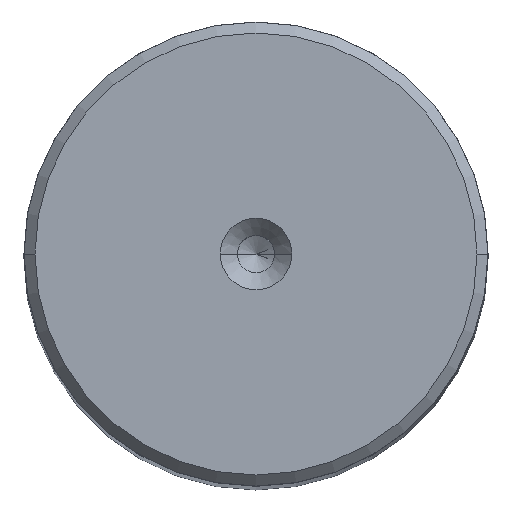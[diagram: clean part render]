
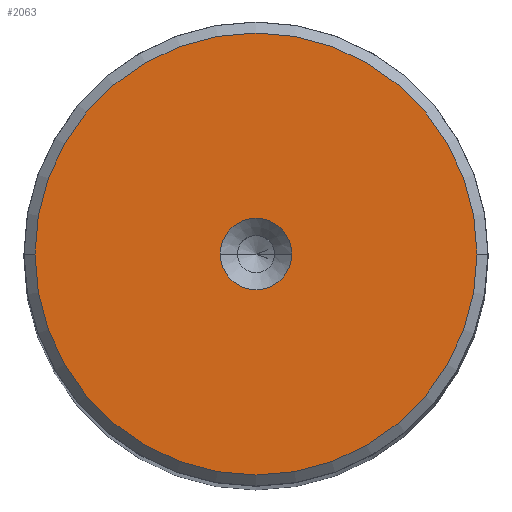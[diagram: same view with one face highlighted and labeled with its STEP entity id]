
A CAD part, top view. The second image highlights one B-rep face of the part: STEP entity #2063.
In plain terms, the highlighted planar face has unit normal (0, 0, 1).
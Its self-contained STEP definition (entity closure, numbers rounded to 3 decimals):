
#75 = EDGE_LOOP ( 'NONE', ( #242, #352 ) ) ;
#110 = VERTEX_POINT ( 'NONE', #800 ) ;
#213 = VERTEX_POINT ( 'NONE', #284 ) ;
#242 = ORIENTED_EDGE ( 'NONE', *, *, #518, .T. ) ;
#284 = CARTESIAN_POINT ( 'NONE',  ( 3.85, 0., 240. ) ) ;
#352 = ORIENTED_EDGE ( 'NONE', *, *, #2496, .T. ) ;
#450 = DIRECTION ( 'NONE',  ( 0., 0., 1. ) ) ;
#518 = EDGE_CURVE ( 'NONE', #1625, #2045, #1384, .T. ) ;
#627 = CARTESIAN_POINT ( 'NONE',  ( 0., 0., 240. ) ) ;
#693 = DIRECTION ( 'NONE',  ( 0., 0., 1. ) ) ;
#728 = AXIS2_PLACEMENT_3D ( 'NONE', #2587, #1350, #1114 ) ;
#741 = FACE_BOUND ( 'NONE', #1141, .T. ) ;
#800 = CARTESIAN_POINT ( 'NONE',  ( -3.85, 0., 240. ) ) ;
#839 = CIRCLE ( 'NONE', #1672, 3.85 ) ;
#858 = PLANE ( 'NONE',  #2186 ) ;
#877 = CARTESIAN_POINT ( 'NONE',  ( 0., 0., 240. ) ) ;
#884 = CARTESIAN_POINT ( 'NONE',  ( -23.817, 0., 240. ) ) ;
#976 = EDGE_CURVE ( 'NONE', #213, #110, #2673, .T. ) ;
#1073 = DIRECTION ( 'NONE',  ( 1., 0., 0. ) ) ;
#1114 = DIRECTION ( 'NONE',  ( 1., 0., 0. ) ) ;
#1141 = EDGE_LOOP ( 'NONE', ( #2609, #2011 ) ) ;
#1350 = DIRECTION ( 'NONE',  ( 0., 0., 1. ) ) ;
#1384 = CIRCLE ( 'NONE', #1741, 23.817 ) ;
#1625 = VERTEX_POINT ( 'NONE', #884 ) ;
#1672 = AXIS2_PLACEMENT_3D ( 'NONE', #877, #450, #2839 ) ;
#1741 = AXIS2_PLACEMENT_3D ( 'NONE', #2766, #2318, #1073 ) ;
#2011 = ORIENTED_EDGE ( 'NONE', *, *, #2897, .F. ) ;
#2045 = VERTEX_POINT ( 'NONE', #2288 ) ;
#2063 = ADVANCED_FACE ( 'NONE', ( #741, #2241 ), #858, .T. ) ;
#2131 = CARTESIAN_POINT ( 'NONE',  ( 0., 0., 240. ) ) ;
#2144 = CIRCLE ( 'NONE', #728, 23.817 ) ;
#2186 = AXIS2_PLACEMENT_3D ( 'NONE', #627, #2538, #2506 ) ;
#2241 = FACE_OUTER_BOUND ( 'NONE', #75, .T. ) ;
#2288 = CARTESIAN_POINT ( 'NONE',  ( 23.817, 0., 240. ) ) ;
#2318 = DIRECTION ( 'NONE',  ( 0., 0., 1. ) ) ;
#2368 = DIRECTION ( 'NONE',  ( 1., 0., 0. ) ) ;
#2496 = EDGE_CURVE ( 'NONE', #2045, #1625, #2144, .T. ) ;
#2506 = DIRECTION ( 'NONE',  ( 1., 0., 0. ) ) ;
#2538 = DIRECTION ( 'NONE',  ( 0., 0., 1. ) ) ;
#2587 = CARTESIAN_POINT ( 'NONE',  ( 0., 0., 240. ) ) ;
#2609 = ORIENTED_EDGE ( 'NONE', *, *, #976, .F. ) ;
#2673 = CIRCLE ( 'NONE', #3013, 3.85 ) ;
#2766 = CARTESIAN_POINT ( 'NONE',  ( 0., 0., 240. ) ) ;
#2839 = DIRECTION ( 'NONE',  ( 1., 0., 0. ) ) ;
#2897 = EDGE_CURVE ( 'NONE', #110, #213, #839, .T. ) ;
#3013 = AXIS2_PLACEMENT_3D ( 'NONE', #2131, #693, #2368 ) ;
